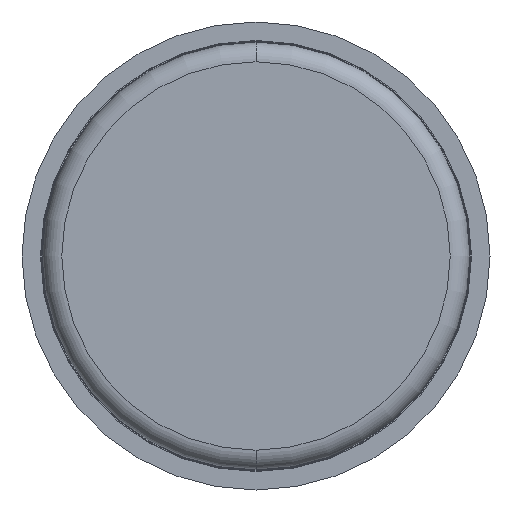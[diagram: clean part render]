
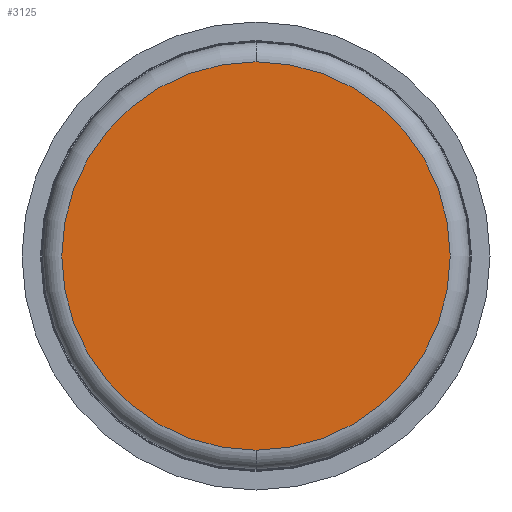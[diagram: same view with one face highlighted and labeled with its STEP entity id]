
A CAD part, front view. The second image highlights one B-rep face of the part: STEP entity #3125.
In plain terms, the highlighted planar face has unit normal (0, -1, 0).
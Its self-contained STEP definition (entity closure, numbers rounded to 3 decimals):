
#51 = AXIS2_PLACEMENT_3D ( 'NONE', #154, #660, #2495 ) ;
#154 = CARTESIAN_POINT ( 'NONE',  ( 5.48, 0., 0. ) ) ;
#188 = ORIENTED_EDGE ( 'NONE', *, *, #2310, .T. ) ;
#395 = FACE_OUTER_BOUND ( 'NONE', #3382, .T. ) ;
#432 = PLANE ( 'NONE',  #51 ) ;
#660 = DIRECTION ( 'NONE',  ( 0., -1., 0. ) ) ;
#895 = CIRCLE ( 'NONE', #908, 4.98 ) ;
#908 = AXIS2_PLACEMENT_3D ( 'NONE', #2784, #3321, #1752 ) ;
#1079 = CARTESIAN_POINT ( 'NONE',  ( 0., 0., 0. ) ) ;
#1083 = AXIS2_PLACEMENT_3D ( 'NONE', #1079, #1856, #2650 ) ;
#1502 = VERTEX_POINT ( 'NONE', #1962 ) ;
#1670 = CARTESIAN_POINT ( 'NONE',  ( 0., 0., -4.98 ) ) ;
#1721 = ORIENTED_EDGE ( 'NONE', *, *, #2096, .T. ) ;
#1752 = DIRECTION ( 'NONE',  ( 0., 0., -1. ) ) ;
#1856 = DIRECTION ( 'NONE',  ( 0., -1., 0. ) ) ;
#1962 = CARTESIAN_POINT ( 'NONE',  ( 0., 0., 4.98 ) ) ;
#2096 = EDGE_CURVE ( 'Defeature ausgef�hrt2_12+Defeature ausgef�hrt2_13+Defeature ausgef�hrt2_13+Defeature ausgef�hrt2_13', #1502, #3096, #895, .T. ) ;
#2310 = EDGE_CURVE ( 'Defeature ausgef�hrt2_12+Defeature ausgef�hrt2_13+Defeature ausgef�hrt2_13+Defeature ausgef�hrt2_13', #3096, #1502, #2329, .T. ) ;
#2329 = CIRCLE ( 'NONE', #1083, 4.98 ) ;
#2495 = DIRECTION ( 'NONE',  ( 0., 0., -1. ) ) ;
#2650 = DIRECTION ( 'NONE',  ( 0., 0., -1. ) ) ;
#2784 = CARTESIAN_POINT ( 'NONE',  ( 0., 0., 0. ) ) ;
#3096 = VERTEX_POINT ( 'NONE', #1670 ) ;
#3125 = ADVANCED_FACE ( 'Defeature ausgef�hrt2_12', ( #395 ), #432, .T. ) ;
#3321 = DIRECTION ( 'NONE',  ( 0., -1., 0. ) ) ;
#3382 = EDGE_LOOP ( 'NONE', ( #188, #1721 ) ) ;
